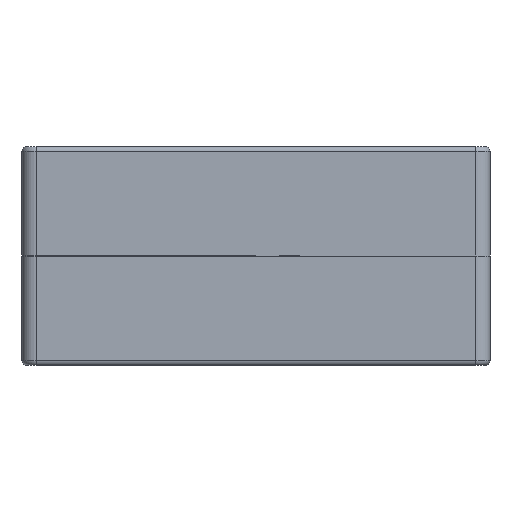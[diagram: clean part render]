
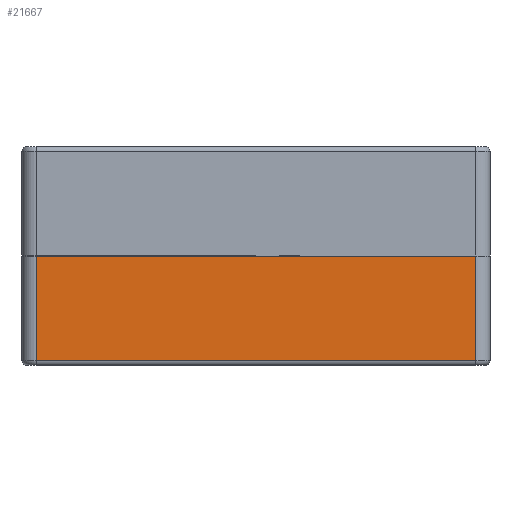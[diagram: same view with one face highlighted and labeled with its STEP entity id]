
A CAD part, front view. The second image highlights one B-rep face of the part: STEP entity #21667.
In plain terms, the highlighted planar face has unit normal (0, -1, 0).
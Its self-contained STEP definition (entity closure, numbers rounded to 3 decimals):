
#549 = VERTEX_POINT ( 'NONE', #22733 ) ;
#885 = DIRECTION ( 'NONE',  ( 1., 0., 0. ) ) ;
#4083 = EDGE_CURVE ( 'NONE', #42068, #32711, #9979, .T. ) ;
#5642 = LINE ( 'NONE', #8665, #26272 ) ;
#6732 = CARTESIAN_POINT ( 'NONE',  ( 0., -47.75, 1. ) ) ;
#8665 = CARTESIAN_POINT ( 'NONE',  ( -46.25, -47.75, 23. ) ) ;
#9979 = LINE ( 'NONE', #6732, #32494 ) ;
#11588 = EDGE_CURVE ( 'NONE', #549, #42068, #5642, .T. ) ;
#12760 = LINE ( 'NONE', #22669, #34853 ) ;
#13618 = CARTESIAN_POINT ( 'NONE',  ( -46.25, -47.75, 1. ) ) ;
#15346 = DIRECTION ( 'NONE',  ( 0., 1., 0. ) ) ;
#17947 = EDGE_LOOP ( 'NONE', ( #39738, #19465, #34035, #36001 ) ) ;
#18360 = DIRECTION ( 'NONE',  ( -1., 0., 0. ) ) ;
#19465 = ORIENTED_EDGE ( 'NONE', *, *, #4083, .T. ) ;
#21667 = ADVANCED_FACE ( 'NONE', ( #24615 ), #28077, .F. ) ;
#22445 = EDGE_CURVE ( 'NONE', #41686, #32711, #38898, .T. ) ;
#22669 = CARTESIAN_POINT ( 'NONE',  ( 0., -47.75, 23. ) ) ;
#22733 = CARTESIAN_POINT ( 'NONE',  ( -46.25, -47.75, 23. ) ) ;
#23127 = DIRECTION ( 'NONE',  ( 1., 0., 0. ) ) ;
#23284 = AXIS2_PLACEMENT_3D ( 'NONE', #24835, #15346, #18360 ) ;
#24615 = FACE_OUTER_BOUND ( 'NONE', #17947, .T. ) ;
#24835 = CARTESIAN_POINT ( 'NONE',  ( 0., -47.75, 23. ) ) ;
#26272 = VECTOR ( 'NONE', #29145, 1000. ) ;
#27395 = CARTESIAN_POINT ( 'NONE',  ( 46.25, -47.75, 1. ) ) ;
#28077 = PLANE ( 'NONE',  #23284 ) ;
#28763 = DIRECTION ( 'NONE',  ( 0., 0., -1. ) ) ;
#29145 = DIRECTION ( 'NONE',  ( 0., 0., -1. ) ) ;
#32337 = VECTOR ( 'NONE', #28763, 1000. ) ;
#32494 = VECTOR ( 'NONE', #23127, 1000. ) ;
#32711 = VERTEX_POINT ( 'NONE', #27395 ) ;
#34035 = ORIENTED_EDGE ( 'NONE', *, *, #22445, .F. ) ;
#34853 = VECTOR ( 'NONE', #885, 1000. ) ;
#36001 = ORIENTED_EDGE ( 'NONE', *, *, #39920, .F. ) ;
#38266 = CARTESIAN_POINT ( 'NONE',  ( 46.25, -47.75, 23. ) ) ;
#38898 = LINE ( 'NONE', #38266, #32337 ) ;
#39738 = ORIENTED_EDGE ( 'NONE', *, *, #11588, .T. ) ;
#39920 = EDGE_CURVE ( 'NONE', #549, #41686, #12760, .T. ) ;
#41686 = VERTEX_POINT ( 'NONE', #41809 ) ;
#41809 = CARTESIAN_POINT ( 'NONE',  ( 46.25, -47.75, 23. ) ) ;
#42068 = VERTEX_POINT ( 'NONE', #13618 ) ;
